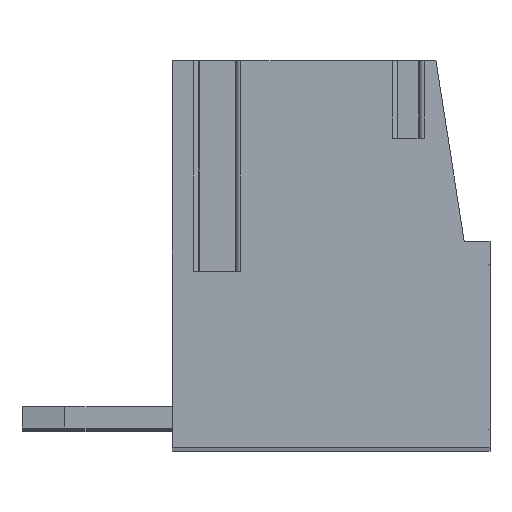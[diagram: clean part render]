
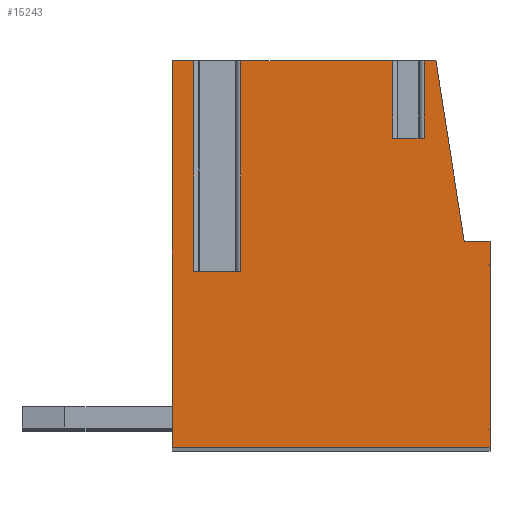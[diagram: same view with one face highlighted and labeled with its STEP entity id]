
A CAD part, top view. The second image highlights one B-rep face of the part: STEP entity #15243.
In plain terms, the highlighted planar face has unit normal (0, 0, 1).
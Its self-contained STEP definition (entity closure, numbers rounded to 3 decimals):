
#4923=DIRECTION('',(0.,1.,0.));
#4924=VECTOR('',#4923,1.8);
#4925=CARTESIAN_POINT('',(1.436,2.4,1.905));
#4926=LINE('',#4925,#4924);
#4927=DIRECTION('',(0.,1.,0.));
#4928=VECTOR('',#4927,1.8);
#4929=CARTESIAN_POINT('',(2.164,2.4,1.905));
#4930=LINE('',#4929,#4928);
#4931=DIRECTION('',(-1.,0.,0.));
#4932=VECTOR('',#4931,0.276);
#4933=CARTESIAN_POINT('',(2.44,4.2,1.905));
#4934=LINE('',#4933,#4932);
#4935=DIRECTION('',(-0.155,0.988,0.));
#4936=VECTOR('',#4935,4.252);
#4937=CARTESIAN_POINT('',(3.1,0.,1.905));
#4938=LINE('',#4937,#4936);
#4939=DIRECTION('',(-1.,0.,0.));
#4940=VECTOR('',#4939,0.6);
#4941=CARTESIAN_POINT('',(3.7,0.,1.905));
#4942=LINE('',#4941,#4940);
#4943=DIRECTION('',(0.,1.,0.));
#4944=VECTOR('',#4943,4.8);
#4945=CARTESIAN_POINT('',(3.7,-4.8,1.905));
#4946=LINE('',#4945,#4944);
#4947=DIRECTION('',(1.,0.,0.));
#4948=VECTOR('',#4947,7.4);
#4949=CARTESIAN_POINT('',(-3.7,-4.8,1.905));
#4950=LINE('',#4949,#4948);
#4951=DIRECTION('',(0.,-1.,0.));
#4952=VECTOR('',#4951,9.);
#4953=CARTESIAN_POINT('',(-3.7,4.2,1.905));
#4954=LINE('',#4953,#4952);
#4955=DIRECTION('',(-1.,0.,0.));
#4956=VECTOR('',#4955,0.504);
#4957=CARTESIAN_POINT('',(-3.196,4.2,1.905));
#4958=LINE('',#4957,#4956);
#4959=DIRECTION('',(0.,1.,0.));
#4960=VECTOR('',#4959,4.9);
#4961=CARTESIAN_POINT('',(-3.196,-0.7,1.905));
#4962=LINE('',#4961,#4960);
#4963=DIRECTION('',(-1.,0.,0.));
#4964=VECTOR('',#4963,1.093);
#4965=CARTESIAN_POINT('',(-2.104,-0.7,1.905));
#4966=LINE('',#4965,#4964);
#4967=DIRECTION('',(0.,1.,0.));
#4968=VECTOR('',#4967,4.9);
#4969=CARTESIAN_POINT('',(-2.104,-0.7,1.905));
#4970=LINE('',#4969,#4968);
#4971=DIRECTION('',(-1.,0.,0.));
#4972=VECTOR('',#4971,3.54);
#4973=CARTESIAN_POINT('',(1.436,4.2,1.905));
#4974=LINE('',#4973,#4972);
#4984=DIRECTION('',(1.,0.,0.));
#4985=VECTOR('',#4984,0.728);
#4986=CARTESIAN_POINT('',(1.436,2.4,1.905));
#4987=LINE('',#4986,#4985);
#6343=CARTESIAN_POINT('',(3.7,0.,1.905));
#6344=CARTESIAN_POINT('',(3.1,0.,1.905));
#6345=VERTEX_POINT('',#6343);
#6346=VERTEX_POINT('',#6344);
#6347=CARTESIAN_POINT('',(2.44,4.2,1.905));
#6348=VERTEX_POINT('',#6347);
#6349=CARTESIAN_POINT('',(-3.7,4.2,1.905));
#6350=CARTESIAN_POINT('',(-3.7,-4.8,1.905));
#6351=VERTEX_POINT('',#6349);
#6352=VERTEX_POINT('',#6350);
#6353=CARTESIAN_POINT('',(3.7,-4.8,1.905));
#6354=VERTEX_POINT('',#6353);
#6387=CARTESIAN_POINT('',(-2.104,-0.7,1.905));
#6388=CARTESIAN_POINT('',(-3.196,-0.7,1.905));
#6389=VERTEX_POINT('',#6387);
#6390=VERTEX_POINT('',#6388);
#6391=CARTESIAN_POINT('',(-3.196,4.2,1.905));
#6392=VERTEX_POINT('',#6391);
#6393=CARTESIAN_POINT('',(-2.104,4.2,1.905));
#6394=VERTEX_POINT('',#6393);
#6399=CARTESIAN_POINT('',(1.436,4.2,1.905));
#6400=VERTEX_POINT('',#6399);
#6402=CARTESIAN_POINT('',(2.164,4.2,1.905));
#6404=VERTEX_POINT('',#6402);
#6467=CARTESIAN_POINT('',(1.436,2.4,1.905));
#6468=VERTEX_POINT('',#6467);
#6470=CARTESIAN_POINT('',(2.164,2.4,1.905));
#6472=VERTEX_POINT('',#6470);
#15212=CARTESIAN_POINT('',(0.,0.,1.905));
#15213=DIRECTION('',(0.,0.,1.));
#15214=DIRECTION('',(1.,0.,0.));
#15215=AXIS2_PLACEMENT_3D('',#15212,#15213,#15214);
#15216=PLANE('',#15215);
#15218=ORIENTED_EDGE('',*,*,#15217,.F.);
#15220=ORIENTED_EDGE('',*,*,#15219,.T.);
#15222=ORIENTED_EDGE('',*,*,#15221,.T.);
#15223=ORIENTED_EDGE('',*,*,#8320,.F.);
#15225=ORIENTED_EDGE('',*,*,#15224,.F.);
#15227=ORIENTED_EDGE('',*,*,#15226,.F.);
#15229=ORIENTED_EDGE('',*,*,#15228,.F.);
#15231=ORIENTED_EDGE('',*,*,#15230,.F.);
#15232=ORIENTED_EDGE('',*,*,#12931,.F.);
#15233=ORIENTED_EDGE('',*,*,#8344,.F.);
#15235=ORIENTED_EDGE('',*,*,#15234,.F.);
#15237=ORIENTED_EDGE('',*,*,#15236,.F.);
#15239=ORIENTED_EDGE('',*,*,#15238,.T.);
#15240=ORIENTED_EDGE('',*,*,#8332,.F.);
#15241=EDGE_LOOP('',(#15218,#15220,#15222,#15223,#15225,#15227,#15229,#15231,
#15232,#15233,#15235,#15237,#15239,#15240));
#15242=FACE_OUTER_BOUND('',#15241,.F.);
#8320=EDGE_CURVE('',#6348,#6404,#4934,.T.);
#8332=EDGE_CURVE('',#6400,#6394,#4974,.T.);
#8344=EDGE_CURVE('',#6392,#6351,#4958,.T.);
#12931=EDGE_CURVE('',#6351,#6352,#4954,.T.);
#15217=EDGE_CURVE('',#6468,#6400,#4926,.T.);
#15219=EDGE_CURVE('',#6468,#6472,#4987,.T.);
#15221=EDGE_CURVE('',#6472,#6404,#4930,.T.);
#15224=EDGE_CURVE('',#6346,#6348,#4938,.T.);
#15226=EDGE_CURVE('',#6345,#6346,#4942,.T.);
#15228=EDGE_CURVE('',#6354,#6345,#4946,.T.);
#15230=EDGE_CURVE('',#6352,#6354,#4950,.T.);
#15234=EDGE_CURVE('',#6390,#6392,#4962,.T.);
#15236=EDGE_CURVE('',#6389,#6390,#4966,.T.);
#15238=EDGE_CURVE('',#6389,#6394,#4970,.T.);
#15243=ADVANCED_FACE('',(#15242),#15216,.T.);
